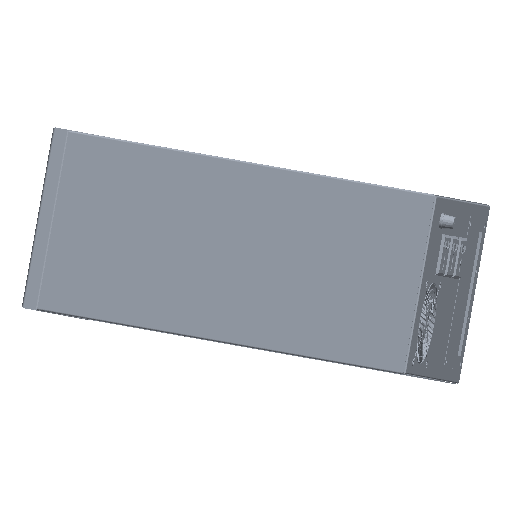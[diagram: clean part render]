
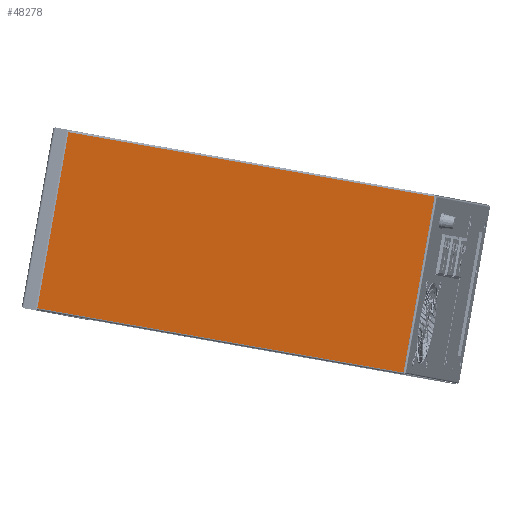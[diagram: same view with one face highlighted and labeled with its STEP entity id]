
A CAD part, top view. The second image highlights one B-rep face of the part: STEP entity #48278.
In plain terms, the highlighted face is planar.
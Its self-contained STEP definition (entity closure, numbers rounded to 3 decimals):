
#2767=LINE('',#91226,#4085);
#2769=LINE('',#91234,#4087);
#2779=LINE('',#92712,#4097);
#2780=LINE('',#92714,#4098);
#4085=VECTOR('',#66996,1.);
#4087=VECTOR('',#67004,1.);
#4097=VECTOR('',#68482,1.);
#4098=VECTOR('',#68485,1.);
#7156=PLANE('',#60337);
#8296=FACE_OUTER_BOUND('',#11731,.T.);
#11731=EDGE_LOOP('',(#21455,#21456,#21457,#21458));
#21455=ORIENTED_EDGE('',*,*,#28378,.T.);
#21456=ORIENTED_EDGE('',*,*,#29122,.F.);
#21457=ORIENTED_EDGE('',*,*,#28382,.F.);
#21458=ORIENTED_EDGE('',*,*,#29121,.T.);
#28378=EDGE_CURVE('',#55736,#55735,#2767,.T.);
#28382=EDGE_CURVE('',#55738,#55739,#2769,.T.);
#29121=EDGE_CURVE('',#55738,#55736,#2779,.T.);
#29122=EDGE_CURVE('',#55739,#55735,#2780,.T.);
#48278=ADVANCED_FACE('',(#8296),#7156,.F.);
#55735=VERTEX_POINT('',#91225);
#55736=VERTEX_POINT('',#91227);
#55738=VERTEX_POINT('',#91233);
#55739=VERTEX_POINT('',#91235);
#60337=AXIS2_PLACEMENT_3D('',#92715,#68486,#68487);
#66996=DIRECTION('',(0.,-1.,0.));
#67004=DIRECTION('',(0.,-1.,0.));
#68482=DIRECTION('',(-1.,0.,0.));
#68485=DIRECTION('',(-1.,0.,0.));
#68486=DIRECTION('',(0.,0.,-1.));
#68487=DIRECTION('',(0.,1.,0.));
#91225=CARTESIAN_POINT('',(-395.,-189.,330.));
#91226=CARTESIAN_POINT('',(-395.,-2.,330.));
#91227=CARTESIAN_POINT('',(-395.,-2.,330.));
#91233=CARTESIAN_POINT('',(0.,-2.,330.));
#91234=CARTESIAN_POINT('',(0.,-2.,330.));
#91235=CARTESIAN_POINT('',(0.,-189.,330.));
#92712=CARTESIAN_POINT('',(0.,-2.,330.));
#92714=CARTESIAN_POINT('',(0.,-189.,330.));
#92715=CARTESIAN_POINT('',(0.,-2.,330.));
